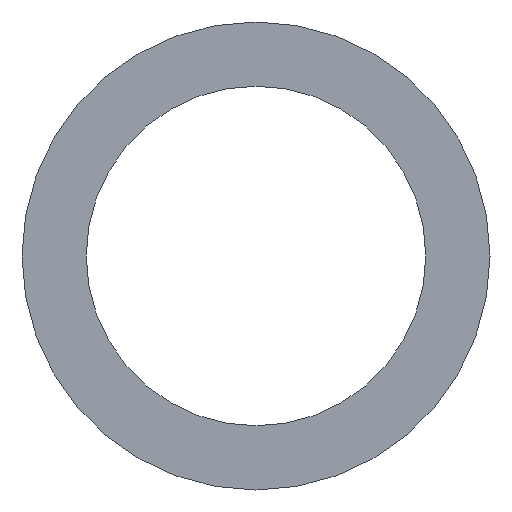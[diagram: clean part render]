
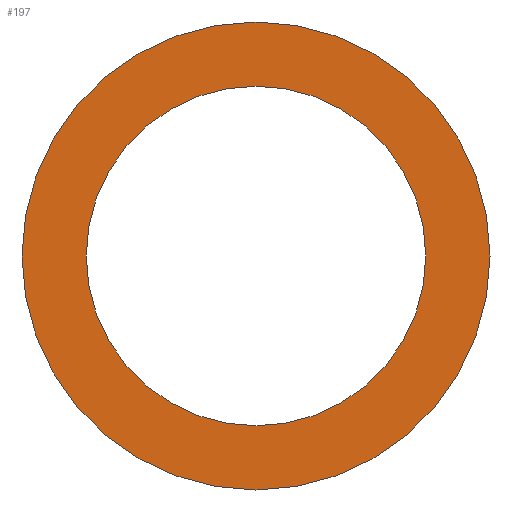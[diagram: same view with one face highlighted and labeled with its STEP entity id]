
A CAD part, left-side view. The second image highlights one B-rep face of the part: STEP entity #197.
In plain terms, the highlighted planar face has unit normal (-1, 0, 0).
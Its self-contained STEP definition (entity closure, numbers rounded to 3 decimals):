
#5 = DIRECTION ( 'NONE',  ( 0., 0., 1. ) ) ;
#6 = DIRECTION ( 'NONE',  ( -1., 0., 0. ) ) ;
#7 = CARTESIAN_POINT ( 'NONE',  ( -1., 0., 0. ) ) ;
#8 = CARTESIAN_POINT ( 'NONE',  ( -1., 0., 0. ) ) ;
#9 = DIRECTION ( 'NONE',  ( 0., 0., 1. ) ) ;
#10 = DIRECTION ( 'NONE',  ( -1., 0., 0. ) ) ;
#15 = PLANE ( 'NONE',  #243 ) ;
#26 = DIRECTION ( 'NONE',  ( 0., 0., -1. ) ) ;
#27 = DIRECTION ( 'NONE',  ( 1., 0., 0. ) ) ;
#28 = DIRECTION ( 'NONE',  ( 0., 0., 1. ) ) ;
#29 = DIRECTION ( 'NONE',  ( -1., 0., 0. ) ) ;
#30 = CARTESIAN_POINT ( 'NONE',  ( -1., 0., 0. ) ) ;
#31 = CARTESIAN_POINT ( 'NONE',  ( -1., 22.05, 0. ) ) ;
#44 = CARTESIAN_POINT ( 'NONE',  ( -1., 0., -22.05 ) ) ;
#47 = CARTESIAN_POINT ( 'NONE',  ( -1., 0., -16. ) ) ;
#56 = DIRECTION ( 'NONE',  ( -1., 0., 0. ) ) ;
#61 = DIRECTION ( 'NONE',  ( 0., 0., 1. ) ) ;
#63 = CARTESIAN_POINT ( 'NONE',  ( -1., 0., 0. ) ) ;
#66 = CARTESIAN_POINT ( 'NONE',  ( -1., 0., 16. ) ) ;
#67 = CARTESIAN_POINT ( 'NONE',  ( -1., 0., 22.05 ) ) ;
#89 = VERTEX_POINT ( 'NONE', #67 ) ;
#90 = VERTEX_POINT ( 'NONE', #66 ) ;
#92 = VERTEX_POINT ( 'NONE', #44 ) ;
#94 = VERTEX_POINT ( 'NONE', #47 ) ;
#97 = FACE_BOUND ( 'NONE', #99, .T. ) ;
#99 = EDGE_LOOP ( 'NONE', ( #119, #120 ) ) ;
#106 = EDGE_LOOP ( 'NONE', ( #121, #122 ) ) ;
#119 = ORIENTED_EDGE ( 'NONE', *, *, #236, .F. ) ;
#120 = ORIENTED_EDGE ( 'NONE', *, *, #228, .F. ) ;
#121 = ORIENTED_EDGE ( 'NONE', *, *, #232, .T. ) ;
#122 = ORIENTED_EDGE ( 'NONE', *, *, #235, .T. ) ;
#138 = CIRCLE ( 'NONE', #239, 16. ) ;
#140 = FACE_OUTER_BOUND ( 'NONE', #106, .T. ) ;
#150 = CIRCLE ( 'NONE', #201, 22.05 ) ;
#155 = CIRCLE ( 'NONE', #203, 22.05 ) ;
#156 = CIRCLE ( 'NONE', #204, 16. ) ;
#197 = ADVANCED_FACE ( 'NONE', ( #97, #140 ), #15, .F. ) ;
#201 = AXIS2_PLACEMENT_3D ( 'NONE', #8, #56, #61 ) ;
#203 = AXIS2_PLACEMENT_3D ( 'NONE', #63, #10, #9 ) ;
#204 = AXIS2_PLACEMENT_3D ( 'NONE', #7, #6, #5 ) ;
#228 = EDGE_CURVE ( 'NONE', #94, #90, #138, .T. ) ;
#232 = EDGE_CURVE ( 'NONE', #89, #92, #150, .T. ) ;
#235 = EDGE_CURVE ( 'NONE', #92, #89, #155, .T. ) ;
#236 = EDGE_CURVE ( 'NONE', #90, #94, #156, .T. ) ;
#239 = AXIS2_PLACEMENT_3D ( 'NONE', #30, #29, #28 ) ;
#243 = AXIS2_PLACEMENT_3D ( 'NONE', #31, #27, #26 ) ;
